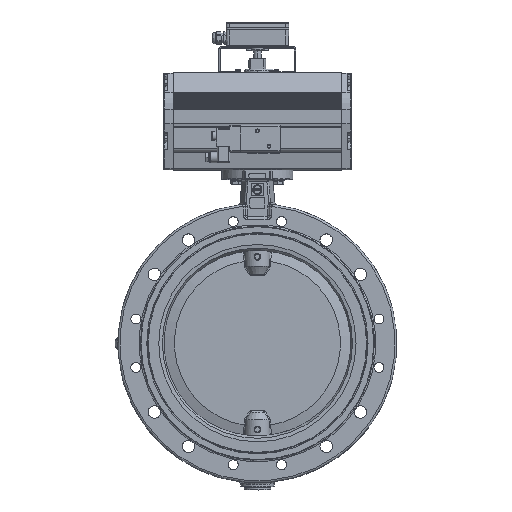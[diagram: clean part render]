
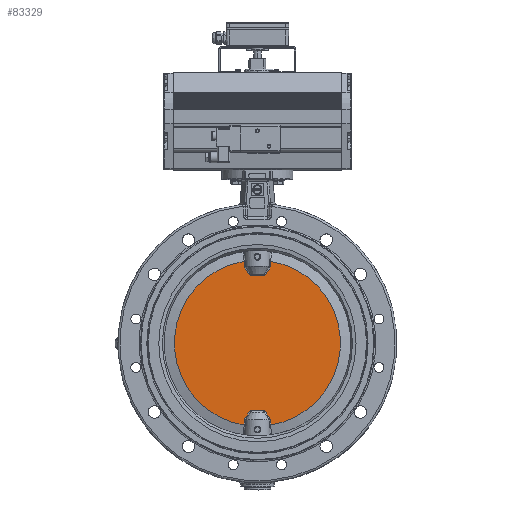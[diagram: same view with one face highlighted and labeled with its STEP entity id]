
A CAD part, top view. The second image highlights one B-rep face of the part: STEP entity #83329.
In plain terms, the highlighted planar face has unit normal (0, 0, 1).
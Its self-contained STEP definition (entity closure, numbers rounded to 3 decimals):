
#83215=CARTESIAN_POINT('',(0.,4.,10.));
#83216=DIRECTION('',(0.0,0.0,1.0));
#83217=DIRECTION('',(-1.0,0.0,0.0));
#83218=AXIS2_PLACEMENT_3D('',#83215,#83216,#83217);
#83219=PLANE('',#83218);
#83220=CARTESIAN_POINT('',(27.591,-166.229,10.));
#83221=VERTEX_POINT('',#83220);
#83222=CARTESIAN_POINT('',(27.591,-154.696,10.));
#83223=VERTEX_POINT('',#83222);
#83224=CARTESIAN_POINT('',(27.591,-166.229,10.));
#83225=DIRECTION('',(0.0,1.0,0.0));
#83226=VECTOR('',#83225,11.532);
#83227=LINE('',#83224,#83226);
#83228=EDGE_CURVE('',#83221,#83223,#83227,.T.);
#83229=ORIENTED_EDGE('',*,*,#83228,.F.);
#83230=CARTESIAN_POINT('',(27.591,174.229,10.));
#83231=VERTEX_POINT('',#83230);
#83232=CARTESIAN_POINT('',(0.,4.0,10.));
#83233=DIRECTION('',(0.0,0.0,1.0));
#83234=DIRECTION('',(1.0,0.0,0.0));
#83235=AXIS2_PLACEMENT_3D('',#83232,#83233,#83234);
#83236=CIRCLE('',#83235,172.45);
#83237=EDGE_CURVE('',#83221,#83231,#83236,.T.);
#83238=ORIENTED_EDGE('',*,*,#83237,.T.);
#83239=CARTESIAN_POINT('',(27.591,162.696,10.));
#83240=VERTEX_POINT('',#83239);
#83241=CARTESIAN_POINT('',(27.591,162.696,10.));
#83242=DIRECTION('',(0.0,1.0,0.0));
#83243=VECTOR('',#83242,11.532);
#83244=LINE('',#83241,#83243);
#83245=EDGE_CURVE('',#83240,#83231,#83244,.T.);
#83246=ORIENTED_EDGE('',*,*,#83245,.F.);
#83247=CARTESIAN_POINT('',(14.809,144.0,10.));
#83248=VERTEX_POINT('',#83247);
#83249=CARTESIAN_POINT('',(14.809,144.0,10.));
#83250=CARTESIAN_POINT('',(16.789,146.577,10.));
#83251=CARTESIAN_POINT('',(21.205,152.819,10.));
#83252=CARTESIAN_POINT('',(25.281,159.077,10.));
#83253=CARTESIAN_POINT('',(27.591,162.696,10.));
#83254=B_SPLINE_CURVE_WITH_KNOTS('',3,(#83249,#83250,#83251,#83252,#83253),.UNSPECIFIED.,.F.,.U.,(4,1,4),(7.704,8.67,9.958),.UNSPECIFIED.);
#83255=EDGE_CURVE('',#83248,#83240,#83254,.T.);
#83256=ORIENTED_EDGE('',*,*,#83255,.F.);
#83257=CARTESIAN_POINT('',(-14.809,144.0,10.));
#83258=VERTEX_POINT('',#83257);
#83259=CARTESIAN_POINT('',(-14.809,144.0,10.));
#83260=DIRECTION('',(1.0,0.0,0.0));
#83261=VECTOR('',#83260,29.619);
#83262=LINE('',#83259,#83261);
#83263=EDGE_CURVE('',#83258,#83248,#83262,.T.);
#83264=ORIENTED_EDGE('',*,*,#83263,.F.);
#83265=CARTESIAN_POINT('',(-27.591,162.696,10.));
#83266=VERTEX_POINT('',#83265);
#83267=CARTESIAN_POINT('',(-27.591,162.696,10.));
#83268=CARTESIAN_POINT('',(-25.281,159.078,10.));
#83269=CARTESIAN_POINT('',(-21.207,152.822,10.));
#83270=CARTESIAN_POINT('',(-16.79,146.578,10.));
#83271=CARTESIAN_POINT('',(-14.809,144.0,10.));
#83272=B_SPLINE_CURVE_WITH_KNOTS('',3,(#83267,#83268,#83269,#83270,#83271),.UNSPECIFIED.,.F.,.U.,(4,1,4),(1.573,2.86,3.826),.UNSPECIFIED.);
#83273=EDGE_CURVE('',#83266,#83258,#83272,.T.);
#83274=ORIENTED_EDGE('',*,*,#83273,.F.);
#83275=CARTESIAN_POINT('',(-27.591,174.229,10.));
#83276=VERTEX_POINT('',#83275);
#83277=CARTESIAN_POINT('',(-27.591,174.229,10.));
#83278=DIRECTION('',(0.0,-1.0,0.0));
#83279=VECTOR('',#83278,11.532);
#83280=LINE('',#83277,#83279);
#83281=EDGE_CURVE('',#83276,#83266,#83280,.T.);
#83282=ORIENTED_EDGE('',*,*,#83281,.F.);
#83283=CARTESIAN_POINT('',(-27.591,-166.229,10.));
#83284=VERTEX_POINT('',#83283);
#83285=CARTESIAN_POINT('',(0.,4.0,10.));
#83286=DIRECTION('',(0.0,0.0,1.0));
#83287=DIRECTION('',(1.0,0.0,0.0));
#83288=AXIS2_PLACEMENT_3D('',#83285,#83286,#83287);
#83289=CIRCLE('',#83288,172.45);
#83290=EDGE_CURVE('',#83276,#83284,#83289,.T.);
#83291=ORIENTED_EDGE('',*,*,#83290,.T.);
#83292=CARTESIAN_POINT('',(-27.591,-154.696,10.));
#83293=VERTEX_POINT('',#83292);
#83294=CARTESIAN_POINT('',(-27.591,-154.696,10.));
#83295=DIRECTION('',(0.0,-1.0,0.0));
#83296=VECTOR('',#83295,11.532);
#83297=LINE('',#83294,#83296);
#83298=EDGE_CURVE('',#83293,#83284,#83297,.T.);
#83299=ORIENTED_EDGE('',*,*,#83298,.F.);
#83300=CARTESIAN_POINT('',(-14.809,-136.0,10.));
#83301=VERTEX_POINT('',#83300);
#83302=CARTESIAN_POINT('',(-14.809,-136.0,10.0));
#83303=CARTESIAN_POINT('',(-16.789,-138.577,10.));
#83304=CARTESIAN_POINT('',(-21.205,-144.819,10.));
#83305=CARTESIAN_POINT('',(-25.281,-151.077,10.));
#83306=CARTESIAN_POINT('',(-27.591,-154.696,10.));
#83307=B_SPLINE_CURVE_WITH_KNOTS('',3,(#83302,#83303,#83304,#83305,#83306),.UNSPECIFIED.,.F.,.U.,(4,1,4),(7.704,8.67,9.958),.UNSPECIFIED.);
#83308=EDGE_CURVE('',#83301,#83293,#83307,.T.);
#83309=ORIENTED_EDGE('',*,*,#83308,.F.);
#83310=CARTESIAN_POINT('',(14.809,-136.0,10.));
#83311=VERTEX_POINT('',#83310);
#83312=CARTESIAN_POINT('',(14.809,-136.0,10.));
#83313=DIRECTION('',(-1.0,0.0,0.0));
#83314=VECTOR('',#83313,29.619);
#83315=LINE('',#83312,#83314);
#83316=EDGE_CURVE('',#83311,#83301,#83315,.T.);
#83317=ORIENTED_EDGE('',*,*,#83316,.F.);
#83318=CARTESIAN_POINT('',(27.591,-154.696,10.));
#83319=CARTESIAN_POINT('',(25.859,-151.982,10.));
#83320=CARTESIAN_POINT('',(22.945,-147.49,10.));
#83321=CARTESIAN_POINT('',(18.703,-141.263,10.));
#83322=CARTESIAN_POINT('',(16.13,-137.718,10.));
#83323=CARTESIAN_POINT('',(14.809,-136.0,10.));
#83324=B_SPLINE_CURVE_WITH_KNOTS('',3,(#83318,#83319,#83320,#83321,#83322,#83323),.UNSPECIFIED.,.F.,.U.,(4,1,1,4),(1.573,2.538,3.182,3.826),.UNSPECIFIED.);
#83325=EDGE_CURVE('',#83223,#83311,#83324,.T.);
#83326=ORIENTED_EDGE('',*,*,#83325,.F.);
#83327=EDGE_LOOP('',(#83229,#83238,#83246,#83256,#83264,#83274,#83282,#83291,#83299,#83309,#83317,#83326));
#83328=FACE_OUTER_BOUND('',#83327,.T.);
#83329=ADVANCED_FACE('',(#83328),#83219,.T.);
